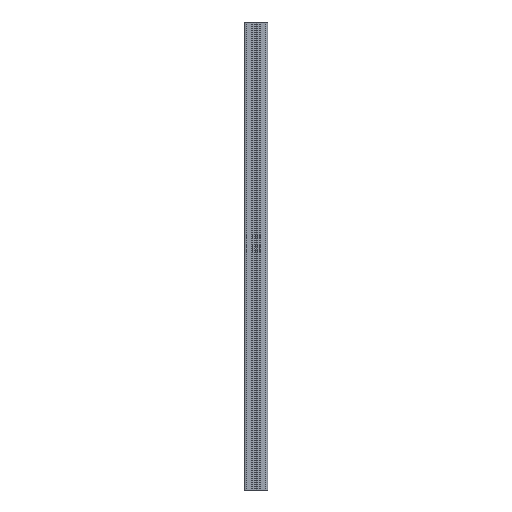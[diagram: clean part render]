
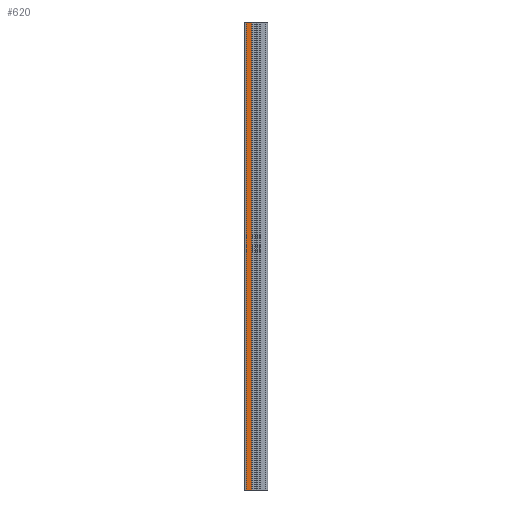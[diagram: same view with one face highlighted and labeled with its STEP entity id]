
A CAD part, left-side view. The second image highlights one B-rep face of the part: STEP entity #620.
In plain terms, the highlighted planar face has unit normal (-1, 0, 0).
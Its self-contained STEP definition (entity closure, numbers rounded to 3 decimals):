
#536 = EDGE_CURVE ( 'NONE', #5178, #549, #2554, .T. ) ;
#549 = VERTEX_POINT ( 'NONE', #2289 ) ;
#578 = EDGE_LOOP ( 'NONE', ( #622, #585, #621, #625 ) ) ;
#585 = ORIENTED_EDGE ( 'NONE', *, *, #631, .F. ) ;
#620 = ADVANCED_FACE ( 'NONE', ( #2613 ), #2638, .F. ) ;
#621 = ORIENTED_EDGE ( 'NONE', *, *, #5270, .F. ) ;
#622 = ORIENTED_EDGE ( 'NONE', *, *, #536, .T. ) ;
#625 = ORIENTED_EDGE ( 'NONE', *, *, #634, .T. ) ;
#631 = EDGE_CURVE ( 'NONE', #5328, #549, #2676, .T. ) ;
#634 = EDGE_CURVE ( 'NONE', #5278, #5178, #2669, .T. ) ;
#2289 = CARTESIAN_POINT ( 'NONE',  ( -10., 3.75, 0. ) ) ;
#2544 = DIRECTION ( 'NONE',  ( 0., -1., 0. ) ) ;
#2545 = VECTOR ( 'NONE', #2544, 1000. ) ;
#2553 = CARTESIAN_POINT ( 'NONE',  ( -10., 3.75, 0. ) ) ;
#2554 = LINE ( 'NONE', #2553, #2545 ) ;
#2613 = FACE_OUTER_BOUND ( 'NONE', #578, .T. ) ;
#2638 = PLANE ( 'NONE',  #2652 ) ;
#2652 = AXIS2_PLACEMENT_3D ( 'NONE', #2684, #2683, #2682 ) ;
#2667 = VECTOR ( 'NONE', #2721, 1000. ) ;
#2668 = CARTESIAN_POINT ( 'NONE',  ( -10., 8.5, 400. ) ) ;
#2669 = LINE ( 'NONE', #2668, #2667 ) ;
#2673 = DIRECTION ( 'NONE',  ( 0., 0., -1. ) ) ;
#2674 = VECTOR ( 'NONE', #2673, 1000. ) ;
#2675 = CARTESIAN_POINT ( 'NONE',  ( -10., 3.75, 400. ) ) ;
#2676 = LINE ( 'NONE', #2675, #2674 ) ;
#2682 = DIRECTION ( 'NONE',  ( 0., 1., 0. ) ) ;
#2683 = DIRECTION ( 'NONE',  ( 1., 0., 0. ) ) ;
#2684 = CARTESIAN_POINT ( 'NONE',  ( -10., 3.75, 400. ) ) ;
#2721 = DIRECTION ( 'NONE',  ( 0., 0., -1. ) ) ;
#4240 = CARTESIAN_POINT ( 'NONE',  ( -10., 8.5, 0. ) ) ;
#4424 = DIRECTION ( 'NONE',  ( 0., -1., 0. ) ) ;
#4425 = VECTOR ( 'NONE', #4424, 1000. ) ;
#4426 = CARTESIAN_POINT ( 'NONE',  ( -10., 3.75, 400. ) ) ;
#4427 = CARTESIAN_POINT ( 'NONE',  ( -10., 8.5, 400. ) ) ;
#4435 = LINE ( 'NONE', #4426, #4425 ) ;
#4543 = CARTESIAN_POINT ( 'NONE',  ( -10., 3.75, 400. ) ) ;
#5178 = VERTEX_POINT ( 'NONE', #4240 ) ;
#5270 = EDGE_CURVE ( 'NONE', #5278, #5328, #4435, .T. ) ;
#5278 = VERTEX_POINT ( 'NONE', #4427 ) ;
#5328 = VERTEX_POINT ( 'NONE', #4543 ) ;
